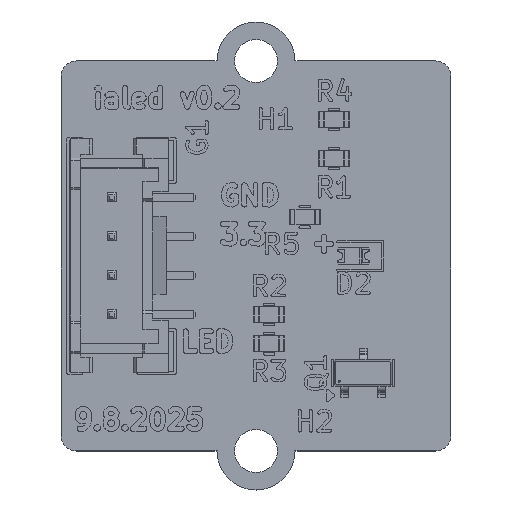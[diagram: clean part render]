
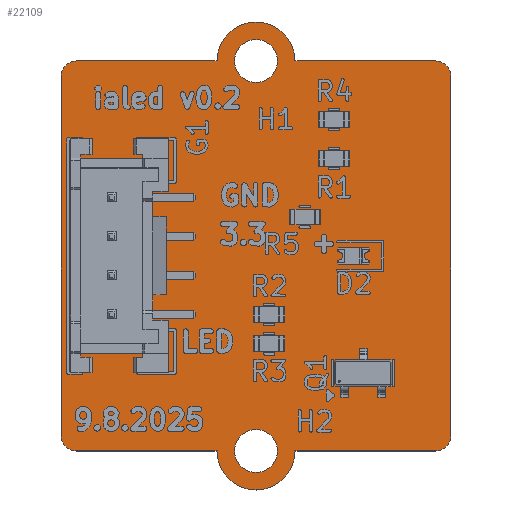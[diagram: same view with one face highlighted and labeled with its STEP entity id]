
A CAD part, top view. The second image highlights one B-rep face of the part: STEP entity #22109.
In plain terms, the highlighted planar face has unit normal (0, 0, 1).
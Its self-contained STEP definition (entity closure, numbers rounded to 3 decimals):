
#21904 = VERTEX_POINT('',#21905);
#21905 = CARTESIAN_POINT('',(8.,0.,1.51));
#21911 = EDGE_CURVE('',#21904,#21912,#21914,.T.);
#21912 = VERTEX_POINT('',#21913);
#21913 = CARTESIAN_POINT('',(12.,0.,1.51));
#21914 = CIRCLE('',#21915,2.);
#21915 = AXIS2_PLACEMENT_3D('',#21916,#21917,#21918);
#21916 = CARTESIAN_POINT('',(10.,0.,1.51));
#21917 = DIRECTION('',(0.,0.,-1.));
#21918 = DIRECTION('',(-1.,0.,-0.));
#21946 = VERTEX_POINT('',#21947);
#21947 = CARTESIAN_POINT('',(0.8,0.,1.51));
#21953 = EDGE_CURVE('',#21946,#21904,#21954,.T.);
#21954 = LINE('',#21955,#21956);
#21955 = CARTESIAN_POINT('',(0.8,0.,1.51));
#21956 = VECTOR('',#21957,1.);
#21957 = DIRECTION('',(1.,0.,0.));
#21975 = EDGE_CURVE('',#21912,#21976,#21978,.T.);
#21976 = VERTEX_POINT('',#21977);
#21977 = CARTESIAN_POINT('',(19.2,0.,1.51));
#21978 = LINE('',#21979,#21980);
#21979 = CARTESIAN_POINT('',(12.,0.,1.51));
#21980 = VECTOR('',#21981,1.);
#21981 = DIRECTION('',(1.,0.,0.));
#22109 = ADVANCED_FACE('',(#22110,#22190,#22201),#22212,.T.);
#22110 = FACE_BOUND('',#22111,.T.);
#22111 = EDGE_LOOP('',(#22112,#22113,#22114,#22123,#22131,#22140,#22148,
    #22157,#22165,#22174,#22182,#22189));
#22112 = ORIENTED_EDGE('',*,*,#21911,.F.);
#22113 = ORIENTED_EDGE('',*,*,#21953,.F.);
#22114 = ORIENTED_EDGE('',*,*,#22115,.F.);
#22115 = EDGE_CURVE('',#22116,#21946,#22118,.T.);
#22116 = VERTEX_POINT('',#22117);
#22117 = CARTESIAN_POINT('',(0.,-0.8,1.51));
#22118 = CIRCLE('',#22119,0.8);
#22119 = AXIS2_PLACEMENT_3D('',#22120,#22121,#22122);
#22120 = CARTESIAN_POINT('',(0.8,-0.8,1.51));
#22121 = DIRECTION('',(0.,0.,-1.));
#22122 = DIRECTION('',(-1.,0.,0.));
#22123 = ORIENTED_EDGE('',*,*,#22124,.F.);
#22124 = EDGE_CURVE('',#22125,#22116,#22127,.T.);
#22125 = VERTEX_POINT('',#22126);
#22126 = CARTESIAN_POINT('',(0.,-19.2,1.51));
#22127 = LINE('',#22128,#22129);
#22128 = CARTESIAN_POINT('',(0.,-19.2,1.51));
#22129 = VECTOR('',#22130,1.);
#22130 = DIRECTION('',(0.,1.,0.));
#22131 = ORIENTED_EDGE('',*,*,#22132,.F.);
#22132 = EDGE_CURVE('',#22133,#22125,#22135,.T.);
#22133 = VERTEX_POINT('',#22134);
#22134 = CARTESIAN_POINT('',(0.8,-20.,1.51));
#22135 = CIRCLE('',#22136,0.8);
#22136 = AXIS2_PLACEMENT_3D('',#22137,#22138,#22139);
#22137 = CARTESIAN_POINT('',(0.8,-19.2,1.51));
#22138 = DIRECTION('',(0.,0.,-1.));
#22139 = DIRECTION('',(0.,-1.,-0.));
#22140 = ORIENTED_EDGE('',*,*,#22141,.F.);
#22141 = EDGE_CURVE('',#22142,#22133,#22144,.T.);
#22142 = VERTEX_POINT('',#22143);
#22143 = CARTESIAN_POINT('',(8.,-20.,1.51));
#22144 = LINE('',#22145,#22146);
#22145 = CARTESIAN_POINT('',(8.,-20.,1.51));
#22146 = VECTOR('',#22147,1.);
#22147 = DIRECTION('',(-1.,0.,0.));
#22148 = ORIENTED_EDGE('',*,*,#22149,.F.);
#22149 = EDGE_CURVE('',#22150,#22142,#22152,.T.);
#22150 = VERTEX_POINT('',#22151);
#22151 = CARTESIAN_POINT('',(12.,-20.,1.51));
#22152 = CIRCLE('',#22153,2.);
#22153 = AXIS2_PLACEMENT_3D('',#22154,#22155,#22156);
#22154 = CARTESIAN_POINT('',(10.,-20.,1.51));
#22155 = DIRECTION('',(0.,0.,-1.));
#22156 = DIRECTION('',(1.,0.,0.));
#22157 = ORIENTED_EDGE('',*,*,#22158,.F.);
#22158 = EDGE_CURVE('',#22159,#22150,#22161,.T.);
#22159 = VERTEX_POINT('',#22160);
#22160 = CARTESIAN_POINT('',(19.2,-20.,1.51));
#22161 = LINE('',#22162,#22163);
#22162 = CARTESIAN_POINT('',(19.2,-20.,1.51));
#22163 = VECTOR('',#22164,1.);
#22164 = DIRECTION('',(-1.,0.,0.));
#22165 = ORIENTED_EDGE('',*,*,#22166,.F.);
#22166 = EDGE_CURVE('',#22167,#22159,#22169,.T.);
#22167 = VERTEX_POINT('',#22168);
#22168 = CARTESIAN_POINT('',(20.,-19.2,1.51));
#22169 = CIRCLE('',#22170,0.8);
#22170 = AXIS2_PLACEMENT_3D('',#22171,#22172,#22173);
#22171 = CARTESIAN_POINT('',(19.2,-19.2,1.51));
#22172 = DIRECTION('',(0.,0.,-1.));
#22173 = DIRECTION('',(1.,0.,0.));
#22174 = ORIENTED_EDGE('',*,*,#22175,.F.);
#22175 = EDGE_CURVE('',#22176,#22167,#22178,.T.);
#22176 = VERTEX_POINT('',#22177);
#22177 = CARTESIAN_POINT('',(20.,-0.8,1.51));
#22178 = LINE('',#22179,#22180);
#22179 = CARTESIAN_POINT('',(20.,-0.8,1.51));
#22180 = VECTOR('',#22181,1.);
#22181 = DIRECTION('',(0.,-1.,0.));
#22182 = ORIENTED_EDGE('',*,*,#22183,.F.);
#22183 = EDGE_CURVE('',#21976,#22176,#22184,.T.);
#22184 = CIRCLE('',#22185,0.8);
#22185 = AXIS2_PLACEMENT_3D('',#22186,#22187,#22188);
#22186 = CARTESIAN_POINT('',(19.2,-0.8,1.51));
#22187 = DIRECTION('',(0.,0.,-1.));
#22188 = DIRECTION('',(0.,1.,0.));
#22189 = ORIENTED_EDGE('',*,*,#21975,.F.);
#22190 = FACE_BOUND('',#22191,.T.);
#22191 = EDGE_LOOP('',(#22192));
#22192 = ORIENTED_EDGE('',*,*,#22193,.T.);
#22193 = EDGE_CURVE('',#22194,#22194,#22196,.T.);
#22194 = VERTEX_POINT('',#22195);
#22195 = CARTESIAN_POINT('',(10.,-21.1,1.51));
#22196 = CIRCLE('',#22197,1.1);
#22197 = AXIS2_PLACEMENT_3D('',#22198,#22199,#22200);
#22198 = CARTESIAN_POINT('',(10.,-20.,1.51));
#22199 = DIRECTION('',(-0.,0.,-1.));
#22200 = DIRECTION('',(-0.,-1.,0.));
#22201 = FACE_BOUND('',#22202,.T.);
#22202 = EDGE_LOOP('',(#22203));
#22203 = ORIENTED_EDGE('',*,*,#22204,.T.);
#22204 = EDGE_CURVE('',#22205,#22205,#22207,.T.);
#22205 = VERTEX_POINT('',#22206);
#22206 = CARTESIAN_POINT('',(10.,-1.1,1.51));
#22207 = CIRCLE('',#22208,1.1);
#22208 = AXIS2_PLACEMENT_3D('',#22209,#22210,#22211);
#22209 = CARTESIAN_POINT('',(10.,0.,1.51));
#22210 = DIRECTION('',(-0.,0.,-1.));
#22211 = DIRECTION('',(-0.,-1.,0.));
#22212 = PLANE('',#22213);
#22213 = AXIS2_PLACEMENT_3D('',#22214,#22215,#22216);
#22214 = CARTESIAN_POINT('',(0.,0.,1.51));
#22215 = DIRECTION('',(0.,0.,1.));
#22216 = DIRECTION('',(1.,0.,-0.));
